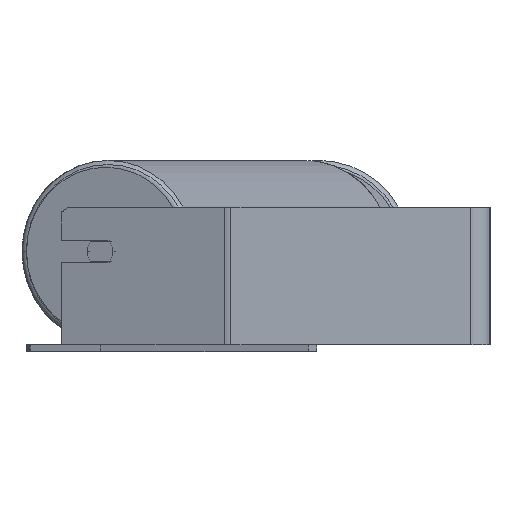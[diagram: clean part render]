
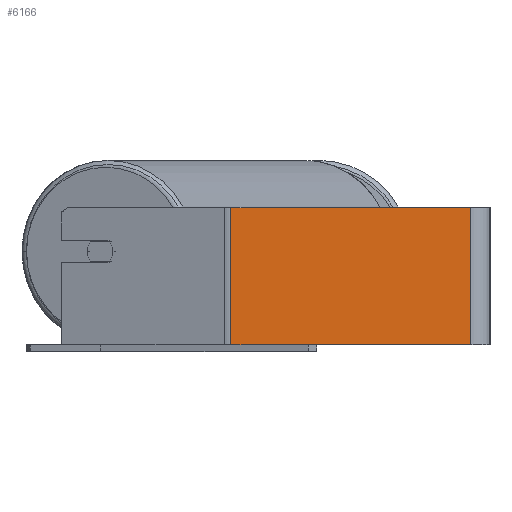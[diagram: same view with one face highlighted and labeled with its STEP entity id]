
A CAD part, left-side view. The second image highlights one B-rep face of the part: STEP entity #6166.
In plain terms, the highlighted planar face has unit normal (-1, 0, 0).
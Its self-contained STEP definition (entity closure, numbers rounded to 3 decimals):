
#224 = CARTESIAN_POINT ( 'NONE',  ( -700., 191.536, -50. ) ) ;
#272 = DIRECTION ( 'NONE',  ( 0., -1., 0. ) ) ;
#353 = PLANE ( 'NONE',  #9265 ) ;
#538 = EDGE_CURVE ( 'NONE', #7465, #6991, #4713, .T. ) ;
#570 = VECTOR ( 'NONE', #272, 1000. ) ;
#663 = CARTESIAN_POINT ( 'NONE',  ( -700., 14., -50. ) ) ;
#736 = CARTESIAN_POINT ( 'NONE',  ( -700., 14., 50. ) ) ;
#854 = VERTEX_POINT ( 'NONE', #5206 ) ;
#1111 = VECTOR ( 'NONE', #1870, 1000. ) ;
#1115 = CARTESIAN_POINT ( 'NONE',  ( -700., 14., 50. ) ) ;
#1124 = CARTESIAN_POINT ( 'NONE',  ( -700., 189.067, 50. ) ) ;
#1169 = LINE ( 'NONE', #1124, #1111 ) ;
#1445 = EDGE_CURVE ( 'NONE', #854, #6991, #3869, .T. ) ;
#1631 = DIRECTION ( 'NONE',  ( 0., 0., -1. ) ) ;
#1870 = DIRECTION ( 'NONE',  ( 0., 0., -1. ) ) ;
#2443 = FACE_OUTER_BOUND ( 'NONE', #7868, .T. ) ;
#3644 = ORIENTED_EDGE ( 'NONE', *, *, #6363, .F. ) ;
#3869 = LINE ( 'NONE', #224, #570 ) ;
#4523 = DIRECTION ( 'NONE',  ( 0., -1., 0. ) ) ;
#4646 = VERTEX_POINT ( 'NONE', #4812 ) ;
#4713 = LINE ( 'NONE', #1115, #8569 ) ;
#4812 = CARTESIAN_POINT ( 'NONE',  ( -700., 189.067, 50. ) ) ;
#5206 = CARTESIAN_POINT ( 'NONE',  ( -700., 189.067, -50. ) ) ;
#5280 = CARTESIAN_POINT ( 'NONE',  ( -700., 191.536, 50. ) ) ;
#5304 = DIRECTION ( 'NONE',  ( 1., 0., 0. ) ) ;
#6166 = ADVANCED_FACE ( 'NONE', ( #2443 ), #353, .F. ) ;
#6172 = DIRECTION ( 'NONE',  ( 0., 0., -1. ) ) ;
#6363 = EDGE_CURVE ( 'NONE', #4646, #7465, #6818, .T. ) ;
#6818 = LINE ( 'NONE', #5280, #9133 ) ;
#6991 = VERTEX_POINT ( 'NONE', #663 ) ;
#7465 = VERTEX_POINT ( 'NONE', #736 ) ;
#7624 = ORIENTED_EDGE ( 'NONE', *, *, #538, .F. ) ;
#7670 = ORIENTED_EDGE ( 'NONE', *, *, #1445, .T. ) ;
#7754 = ORIENTED_EDGE ( 'NONE', *, *, #8306, .T. ) ;
#7868 = EDGE_LOOP ( 'NONE', ( #7670, #7624, #3644, #7754 ) ) ;
#8306 = EDGE_CURVE ( 'NONE', #4646, #854, #1169, .T. ) ;
#8569 = VECTOR ( 'NONE', #1631, 1000. ) ;
#9085 = CARTESIAN_POINT ( 'NONE',  ( -700., 191.536, 50. ) ) ;
#9133 = VECTOR ( 'NONE', #4523, 1000. ) ;
#9265 = AXIS2_PLACEMENT_3D ( 'NONE', #9085, #5304, #6172 ) ;
